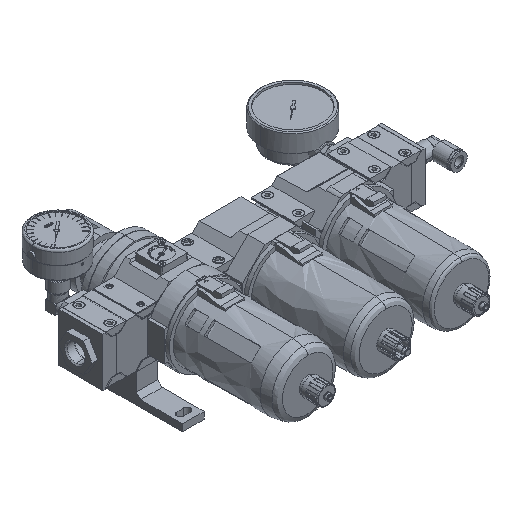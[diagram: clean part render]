
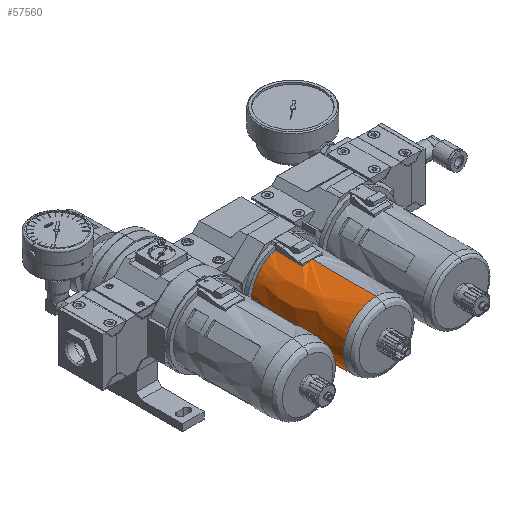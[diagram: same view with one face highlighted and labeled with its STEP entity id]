
A CAD part, isometric view. The second image highlights one B-rep face of the part: STEP entity #57560.
In plain terms, the highlighted free-form (B-spline) face has degree [2, 1] with [5, 2] control points.
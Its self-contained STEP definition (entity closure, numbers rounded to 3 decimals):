
#56885 = VERTEX_POINT('',#56886);
#56886 = CARTESIAN_POINT('',(67.212,-36.967,
    -28.985));
#56926 = VERTEX_POINT('',#56927);
#56927 = CARTESIAN_POINT('',(67.212,-115.795,
    -28.297));
#56933 = VERTEX_POINT('',#56934);
#56934 = CARTESIAN_POINT('',(67.212,-115.795,
    28.297));
#57006 = EDGE_CURVE('',#56926,#56885,#57007,.T.);
#57007 = B_SPLINE_CURVE_WITH_KNOTS('',1,(#57008,#57009),.UNSPECIFIED.,
  .F.,.F.,(2,2),(-93.83,0.),.PIECEWISE_BEZIER_KNOTS.);
#57008 = CARTESIAN_POINT('',(67.212,-115.795,
    -28.297));
#57009 = CARTESIAN_POINT('',(67.212,-36.967,
    -28.985));
#57022 = VERTEX_POINT('',#57023);
#57023 = CARTESIAN_POINT('',(67.212,-60.911,
    28.776));
#57029 = EDGE_CURVE('',#56933,#57022,#57030,.T.);
#57030 = B_SPLINE_CURVE_WITH_KNOTS('',1,(#57031,#57032),.UNSPECIFIED.,
  .F.,.F.,(2,2),(-93.83,-28.501),
  .PIECEWISE_BEZIER_KNOTS.);
#57031 = CARTESIAN_POINT('',(67.212,-115.795,
    28.297));
#57032 = CARTESIAN_POINT('',(67.212,-60.911,
    28.776));
#57373 = VERTEX_POINT('',#57374);
#57374 = CARTESIAN_POINT('',(58.811,-60.911,
    27.523));
#57393 = VERTEX_POINT('',#57394);
#57394 = CARTESIAN_POINT('',(58.811,-36.967,
    27.741));
#57399 = EDGE_CURVE('',#57373,#57393,#57400,.T.);
#57400 = B_SPLINE_CURVE_WITH_KNOTS('',3,(#57401,#57402,#57403,#57404),
  .UNSPECIFIED.,.F.,.F.,(4,4),(0.,0.029),
  .PIECEWISE_BEZIER_KNOTS.);
#57401 = CARTESIAN_POINT('',(58.811,-60.911,
    27.523));
#57402 = CARTESIAN_POINT('',(58.811,-52.93,
    27.595));
#57403 = CARTESIAN_POINT('',(58.811,-44.948,
    27.668));
#57404 = CARTESIAN_POINT('',(58.811,-36.967,
    27.741));
#57491 = EDGE_CURVE('',#57022,#57373,#57492,.T.);
#57492 = ( BOUNDED_CURVE() B_SPLINE_CURVE(2,(#57493,#57494,#57495),
.UNSPECIFIED.,.F.,.F.) B_SPLINE_CURVE_WITH_KNOTS((3,3),(0.,
0.296),.PIECEWISE_BEZIER_KNOTS.) CURVE() 
GEOMETRIC_REPRESENTATION_ITEM() RATIONAL_B_SPLINE_CURVE((1.,
0.989,1.)) REPRESENTATION_ITEM('') );
#57493 = CARTESIAN_POINT('',(67.212,-60.911,
    28.776));
#57494 = CARTESIAN_POINT('',(62.918,-60.911,
    28.776));
#57495 = CARTESIAN_POINT('',(58.811,-60.911,
    27.523));
#57560 = ADVANCED_FACE('',(#57561),#57583,.T.);
#57561 = FACE_BOUND('',#57562,.T.);
#57562 = EDGE_LOOP('',(#57563,#57564,#57572,#57573,#57574,#57575));
#57563 = ORIENTED_EDGE('',*,*,#57006,.F.);
#57564 = ORIENTED_EDGE('',*,*,#57565,.F.);
#57565 = EDGE_CURVE('',#56933,#56926,#57566,.T.);
#57566 = ( BOUNDED_CURVE() B_SPLINE_CURVE(2,(#57567,#57568,#57569,#57570
,#57571),.UNSPECIFIED.,.F.,.F.) B_SPLINE_CURVE_WITH_KNOTS((3,2,3),(0.,
1.571,3.142),.PIECEWISE_BEZIER_KNOTS.) CURVE() 
GEOMETRIC_REPRESENTATION_ITEM() RATIONAL_B_SPLINE_CURVE((1.,
0.707,1.,0.707,1.)) REPRESENTATION_ITEM('') );
#57567 = CARTESIAN_POINT('',(67.212,-115.795,
    28.297));
#57568 = CARTESIAN_POINT('',(38.915,-115.795,
    28.297));
#57569 = CARTESIAN_POINT('',(38.915,-115.795,
    0.));
#57570 = CARTESIAN_POINT('',(38.915,-115.795,
    -28.297));
#57571 = CARTESIAN_POINT('',(67.212,-115.795,
    -28.297));
#57572 = ORIENTED_EDGE('',*,*,#57029,.T.);
#57573 = ORIENTED_EDGE('',*,*,#57491,.T.);
#57574 = ORIENTED_EDGE('',*,*,#57399,.T.);
#57575 = ORIENTED_EDGE('',*,*,#57576,.T.);
#57576 = EDGE_CURVE('',#57393,#56885,#57577,.T.);
#57577 = ( BOUNDED_CURVE() B_SPLINE_CURVE(2,(#57578,#57579,#57580,#57581
,#57582),.UNSPECIFIED.,.F.,.F.) B_SPLINE_CURVE_WITH_KNOTS((3,2,3),(
    0.294,1.718,3.142),
.PIECEWISE_BEZIER_KNOTS.) CURVE() GEOMETRIC_REPRESENTATION_ITEM() 
RATIONAL_B_SPLINE_CURVE((1.,0.757,1.,0.757,1.)) 
REPRESENTATION_ITEM('') );
#57578 = CARTESIAN_POINT('',(58.811,-36.967,
    27.741));
#57579 = CARTESIAN_POINT('',(34.876,-36.967,
    20.492));
#57580 = CARTESIAN_POINT('',(38.54,-36.967,
    -4.247));
#57581 = CARTESIAN_POINT('',(42.204,-36.967,
    -28.985));
#57582 = CARTESIAN_POINT('',(67.212,-36.967,
    -28.985));
#57583 = ( BOUNDED_SURFACE() B_SPLINE_SURFACE(2,1,(
    (#57584,#57585)
    ,(#57586,#57587)
    ,(#57588,#57589)
    ,(#57590,#57591)
    ,(#57592,#57593
)),.UNSPECIFIED.,.F.,.F.,.F.) B_SPLINE_SURFACE_WITH_KNOTS((3,2,3),(2,2),
  (3.142,4.712,6.283),(-93.83,
    0.),.PIECEWISE_BEZIER_KNOTS.) 
GEOMETRIC_REPRESENTATION_ITEM() RATIONAL_B_SPLINE_SURFACE((
    (1.,1.)
    ,(0.707,0.707)
    ,(1.,1.)
    ,(0.707,0.707)
,(1.,1.))) REPRESENTATION_ITEM('') SURFACE() );
#57584 = CARTESIAN_POINT('',(67.212,-115.795,
    -28.297));
#57585 = CARTESIAN_POINT('',(67.212,-36.967,
    -28.985));
#57586 = CARTESIAN_POINT('',(38.915,-115.795,
    -28.297));
#57587 = CARTESIAN_POINT('',(38.227,-36.967,
    -28.985));
#57588 = CARTESIAN_POINT('',(38.915,-115.795,
    0.));
#57589 = CARTESIAN_POINT('',(38.227,-36.967,
    0.));
#57590 = CARTESIAN_POINT('',(38.915,-115.795,
    28.297));
#57591 = CARTESIAN_POINT('',(38.227,-36.967,
    28.985));
#57592 = CARTESIAN_POINT('',(67.212,-115.795,
    28.297));
#57593 = CARTESIAN_POINT('',(67.212,-36.967,
    28.985));
